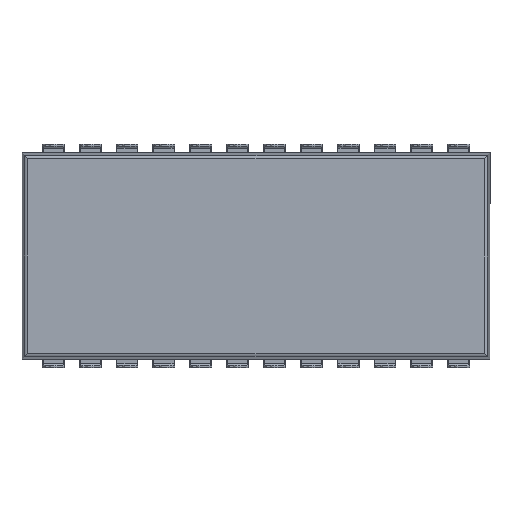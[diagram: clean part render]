
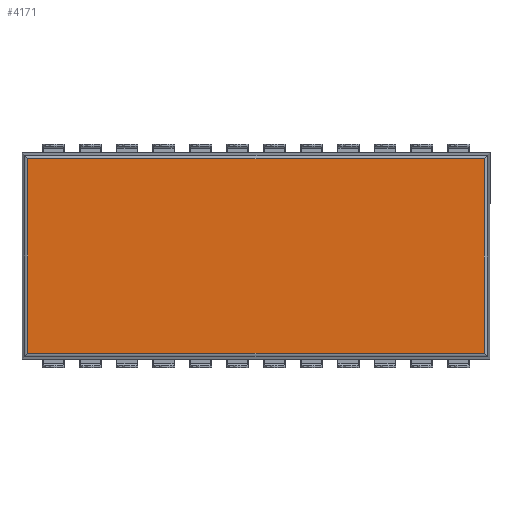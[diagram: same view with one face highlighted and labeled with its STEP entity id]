
A CAD part, front view. The second image highlights one B-rep face of the part: STEP entity #4171.
In plain terms, the highlighted face is planar.
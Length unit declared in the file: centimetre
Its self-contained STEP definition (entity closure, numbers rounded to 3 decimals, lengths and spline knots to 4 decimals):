
#153 = DIRECTION ( 'NONE',  ( 1., 0., 0. ) ) ;
#154 = VECTOR ( 'NONE', #153, 100. ) ;
#155 = CARTESIAN_POINT ( 'NONE',  ( 0., 0.671, 0.039 ) ) ;
#160 = LINE ( 'NONE', #155, #154 ) ;
#258 = DIRECTION ( 'NONE',  ( -1., 0., 0. ) ) ;
#259 = VECTOR ( 'NONE', #258, 100. ) ;
#260 = CARTESIAN_POINT ( 'NONE',  ( 0., -0.671, 0.039 ) ) ;
#261 = LINE ( 'NONE', #260, #259 ) ;
#272 = DIRECTION ( 'NONE',  ( 0., -1., 0. ) ) ;
#273 = VECTOR ( 'NONE', #272, 100. ) ;
#281 = CARTESIAN_POINT ( 'NONE',  ( 1.573, -0.711, 0.039 ) ) ;
#282 = LINE ( 'NONE', #281, #273 ) ;
#657 = DIRECTION ( 'NONE',  ( 0., 1., 0. ) ) ;
#658 = VECTOR ( 'NONE', #657, 100. ) ;
#661 = CARTESIAN_POINT ( 'NONE',  ( -1.573, -0.711, 0.039 ) ) ;
#662 = LINE ( 'NONE', #661, #658 ) ;
#727 = CARTESIAN_POINT ( 'NONE',  ( -1.573, -0.671, 0.039 ) ) ;
#1038 = CARTESIAN_POINT ( 'NONE',  ( 1.573, -0.671, 0.039 ) ) ;
#1228 = AXIS2_PLACEMENT_3D ( 'NONE', #1266, #1265, #1264 ) ;
#1240 = CARTESIAN_POINT ( 'NONE',  ( 1.573, 0.671, 0.039 ) ) ;
#1242 = PLANE ( 'NONE',  #1228 ) ;
#1248 = FACE_OUTER_BOUND ( 'NONE', #3686, .T. ) ;
#1264 = DIRECTION ( 'NONE',  ( -1., 0., 0. ) ) ;
#1265 = DIRECTION ( 'NONE',  ( 0., 0., -1. ) ) ;
#1266 = CARTESIAN_POINT ( 'NONE',  ( 0., -0.711, 0.039 ) ) ;
#3597 = VERTEX_POINT ( 'NONE', #4664 ) ;
#3648 = ORIENTED_EDGE ( 'NONE', *, *, #3651, .T. ) ;
#3651 = EDGE_CURVE ( 'NONE', #3597, #4163, #160, .T. ) ;
#3677 = EDGE_CURVE ( 'NONE', #4163, #4119, #282, .T. ) ;
#3686 = EDGE_LOOP ( 'NONE', ( #4362, #4261, #4345, #3648 ) ) ;
#3687 = EDGE_CURVE ( 'NONE', #4119, #3820, #261, .T. ) ;
#3802 = EDGE_CURVE ( 'NONE', #3820, #3597, #662, .T. ) ;
#3820 = VERTEX_POINT ( 'NONE', #727 ) ;
#4119 = VERTEX_POINT ( 'NONE', #1038 ) ;
#4163 = VERTEX_POINT ( 'NONE', #1240 ) ;
#4171 = ADVANCED_FACE ( 'NONE', ( #1248 ), #1242, .T. ) ;
#4261 = ORIENTED_EDGE ( 'NONE', *, *, #3687, .T. ) ;
#4345 = ORIENTED_EDGE ( 'NONE', *, *, #3802, .T. ) ;
#4362 = ORIENTED_EDGE ( 'NONE', *, *, #3677, .T. ) ;
#4664 = CARTESIAN_POINT ( 'NONE',  ( -1.573, 0.671, 0.039 ) ) ;
